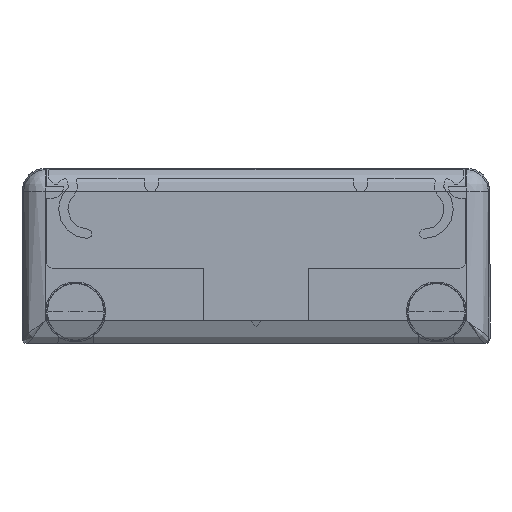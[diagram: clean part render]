
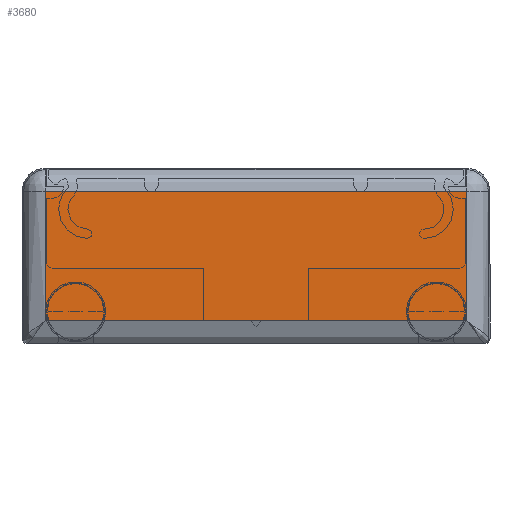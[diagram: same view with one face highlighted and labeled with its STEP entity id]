
A CAD part, front view. The second image highlights one B-rep face of the part: STEP entity #3680.
In plain terms, the highlighted planar face has unit normal (0, -1, 0).
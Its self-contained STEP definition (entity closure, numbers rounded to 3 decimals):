
#39 = VERTEX_POINT ( 'NONE', #3062 ) ;
#116 = VECTOR ( 'NONE', #2374, 1000. ) ;
#128 = EDGE_CURVE ( 'NONE', #1642, #1813, #1566, .T. ) ;
#182 = LINE ( 'NONE', #3786, #116 ) ;
#313 = CARTESIAN_POINT ( 'NONE',  ( -18.1, -1253., 0.5 ) ) ;
#423 = VECTOR ( 'NONE', #4347, 1000. ) ;
#466 = EDGE_CURVE ( 'NONE', #1813, #916, #3188, .T. ) ;
#564 = DIRECTION ( 'NONE',  ( 1., 0., 0. ) ) ;
#618 = VECTOR ( 'NONE', #564, 1000. ) ;
#784 = CARTESIAN_POINT ( 'NONE',  ( -18.1, -1253., 13.1 ) ) ;
#916 = VERTEX_POINT ( 'NONE', #4362 ) ;
#1566 = LINE ( 'NONE', #2019, #2620 ) ;
#1642 = VERTEX_POINT ( 'NONE', #2177 ) ;
#1764 = ORIENTED_EDGE ( 'NONE', *, *, #3685, .T. ) ;
#1813 = VERTEX_POINT ( 'NONE', #784 ) ;
#1925 = DIRECTION ( 'NONE',  ( -1., 0., 0. ) ) ;
#2019 = CARTESIAN_POINT ( 'NONE',  ( 19.6, -1253., 13.1 ) ) ;
#2177 = CARTESIAN_POINT ( 'NONE',  ( 18.1, -1253., 13.1 ) ) ;
#2233 = ORIENTED_EDGE ( 'NONE', *, *, #466, .T. ) ;
#2374 = DIRECTION ( 'NONE',  ( 0., 0., 1. ) ) ;
#2395 = PLANE ( 'NONE',  #3520 ) ;
#2446 = CARTESIAN_POINT ( 'NONE',  ( 19.6, -1253., 2. ) ) ;
#2546 = ORIENTED_EDGE ( 'NONE', *, *, #3335, .T. ) ;
#2555 = ORIENTED_EDGE ( 'NONE', *, *, #128, .T. ) ;
#2620 = VECTOR ( 'NONE', #1925, 1000. ) ;
#2827 = EDGE_LOOP ( 'NONE', ( #2233, #2546, #1764, #2555 ) ) ;
#3062 = CARTESIAN_POINT ( 'NONE',  ( 18.1, -1253., 2. ) ) ;
#3088 = LINE ( 'NONE', #2446, #618 ) ;
#3188 = LINE ( 'NONE', #313, #423 ) ;
#3335 = EDGE_CURVE ( 'NONE', #916, #39, #3088, .T. ) ;
#3520 = AXIS2_PLACEMENT_3D ( 'NONE', #4592, #4545, #3806 ) ;
#3521 = FACE_OUTER_BOUND ( 'NONE', #2827, .T. ) ;
#3680 = ADVANCED_FACE ( 'NONE', ( #3521 ), #2395, .F. ) ;
#3685 = EDGE_CURVE ( 'NONE', #39, #1642, #182, .T. ) ;
#3786 = CARTESIAN_POINT ( 'NONE',  ( 18.1, -1253., 0.5 ) ) ;
#3806 = DIRECTION ( 'NONE',  ( -1., 0., 0. ) ) ;
#4347 = DIRECTION ( 'NONE',  ( 0., 0., -1. ) ) ;
#4362 = CARTESIAN_POINT ( 'NONE',  ( -18.1, -1253., 2. ) ) ;
#4545 = DIRECTION ( 'NONE',  ( 0., 1., 0. ) ) ;
#4592 = CARTESIAN_POINT ( 'NONE',  ( 19.6, -1253., 0.5 ) ) ;
